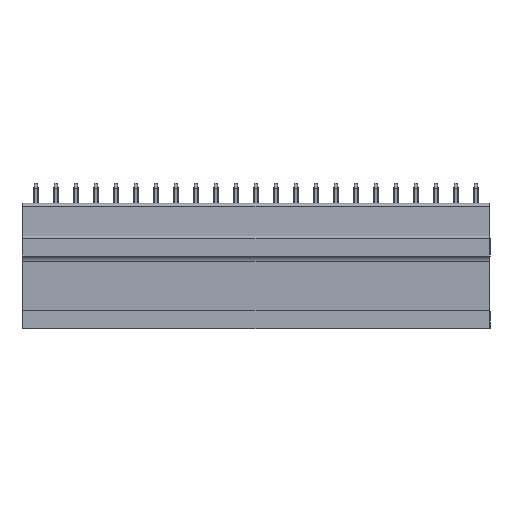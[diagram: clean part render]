
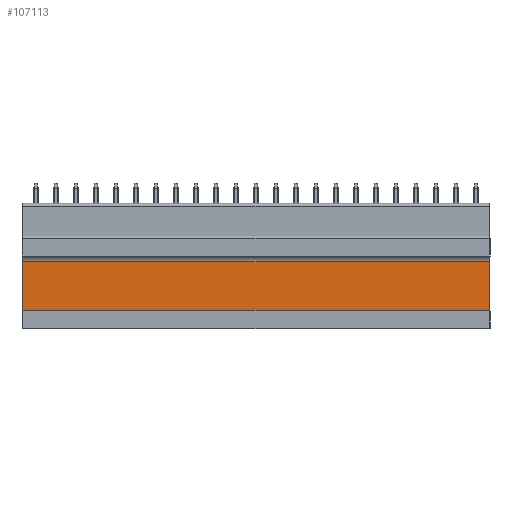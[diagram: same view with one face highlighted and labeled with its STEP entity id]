
A CAD part, front view. The second image highlights one B-rep face of the part: STEP entity #107113.
In plain terms, the highlighted planar face has unit normal (0, -1, -0.026).
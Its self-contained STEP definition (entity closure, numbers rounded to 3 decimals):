
#36544=DIRECTION('',(-1.,0.,0.));
#36545=VECTOR('',#36544,81.6);
#36546=CARTESIAN_POINT('',(-0.15,4.2,-9.5));
#36547=LINE('',#36546,#36545);
#36552=DIRECTION('',(0.,0.026,-1.));
#36553=VECTOR('',#36552,8.529);
#36554=CARTESIAN_POINT('',(-81.75,3.98,-0.974));
#36555=LINE('',#36554,#36553);
#36556=DIRECTION('',(-1.,0.,0.));
#36557=VECTOR('',#36556,81.6);
#36558=CARTESIAN_POINT('',(-0.15,3.98,-0.974));
#36559=LINE('',#36558,#36557);
#36560=DIRECTION('',(0.,0.026,-1.));
#36561=VECTOR('',#36560,8.529);
#36562=CARTESIAN_POINT('',(-0.15,3.98,-0.974));
#36563=LINE('',#36562,#36561);
#48808=CARTESIAN_POINT('',(-0.15,3.98,-0.974));
#48809=VERTEX_POINT('',#48808);
#48810=CARTESIAN_POINT('',(-0.15,4.2,-9.5));
#48811=VERTEX_POINT('',#48810);
#55348=CARTESIAN_POINT('',(-81.75,3.98,-0.974));
#55349=VERTEX_POINT('',#55348);
#55350=CARTESIAN_POINT('',(-81.75,4.2,-9.5));
#55351=VERTEX_POINT('',#55350);
#107100=CARTESIAN_POINT('',(0.,3.98,-0.974));
#107101=DIRECTION('',(0.,-1.,-0.026));
#107102=DIRECTION('',(0.,0.026,-1.));
#107103=AXIS2_PLACEMENT_3D('',#107100,#107101,#107102);
#107104=PLANE('',#107103);
#107105=ORIENTED_EDGE('',*,*,#81478,.F.);
#107107=ORIENTED_EDGE('',*,*,#107106,.F.);
#107109=ORIENTED_EDGE('',*,*,#107108,.T.);
#107110=ORIENTED_EDGE('',*,*,#107092,.T.);
#107111=EDGE_LOOP('',(#107105,#107107,#107109,#107110));
#107112=FACE_OUTER_BOUND('',#107111,.F.);
#107113=ADVANCED_FACE('',(#107112),#107104,.T.);
#81478=EDGE_CURVE('',#55349,#55351,#36555,.T.);
#107092=EDGE_CURVE('',#48811,#55351,#36547,.T.);
#107106=EDGE_CURVE('',#48809,#55349,#36559,.T.);
#107108=EDGE_CURVE('',#48809,#48811,#36563,.T.);
